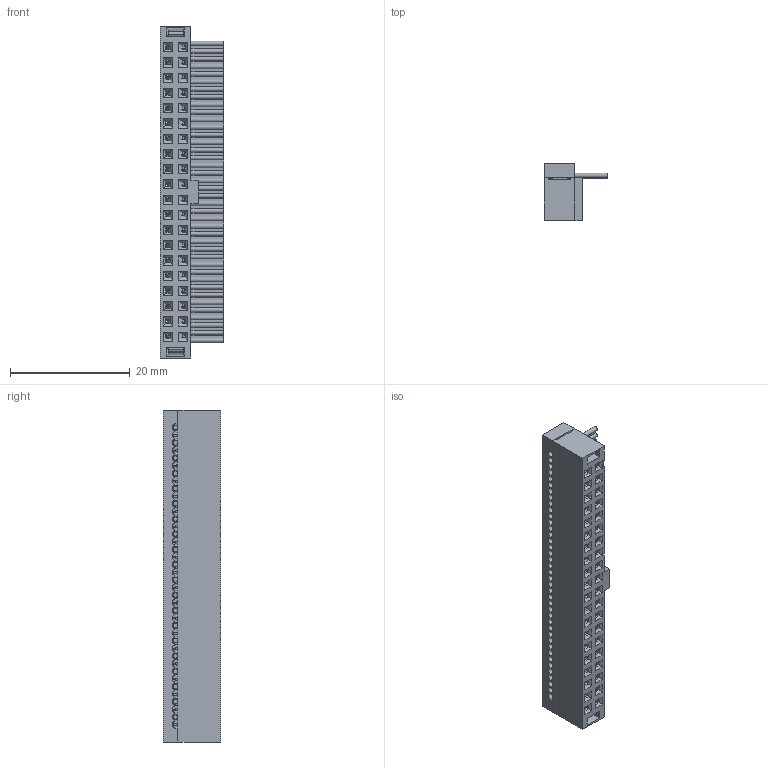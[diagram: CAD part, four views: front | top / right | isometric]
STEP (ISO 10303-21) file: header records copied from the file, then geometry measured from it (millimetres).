
FILE_DESCRIPTION( ( 'STEP AP214' ), '1' );
FILE_NAME( 'HCSD-20-S-02.00-01-N.stp', '2022-04-25T10:53:49', ( 'License CC BY-ND 4.0' ), ( 'CADENAS' ), ' ', 'PARTsolutions', ' ' );
FILE_SCHEMA( ( 'AUTOMOTIVE_DESIGN { 1 0 10303 214 1 1 1 1 }' ) );
Length unit declared in the file: inch
Products named in the file (5): HCSD-20-S-02.00-01-N; _HCSS/HCSD-CB-20-28-7/36-100-C(0.315); _HCSD-200_lb; _HCSD-20_ub; _HCSD-20_pin
Assembly tree (5 placements, depth 2):
  HCSD-20-S-02.00-01-N
    _HCSS/HCSD-CB-20-28-7/36-100-C(0.315)
    _HCSD-200_lb
    _HCSD-20_ub
    _HCSD-20_pin  x2
Bounding box: 10.54 x 9.53 x 55.37 mm (x, y, z)
Volume: 1792.1 mm3; surface area: 6454 mm2
Topology: 5 solids, 5 shells, 2636 faces, 7246 edges, 4616 vertices
Faces by surface type: plane 2194, cylinder 442
Entity records: 40975 total; most frequent: ORIENTED_EDGE 10800, EDGE_CURVE 5400, CARTESIAN_POINT 4577, LINE 3964, VERTEX_POINT 3422, EDGE_LOOP 2140, AXIS2_PLACEMENT_3D 2121, STYLED_ITEM 1980
